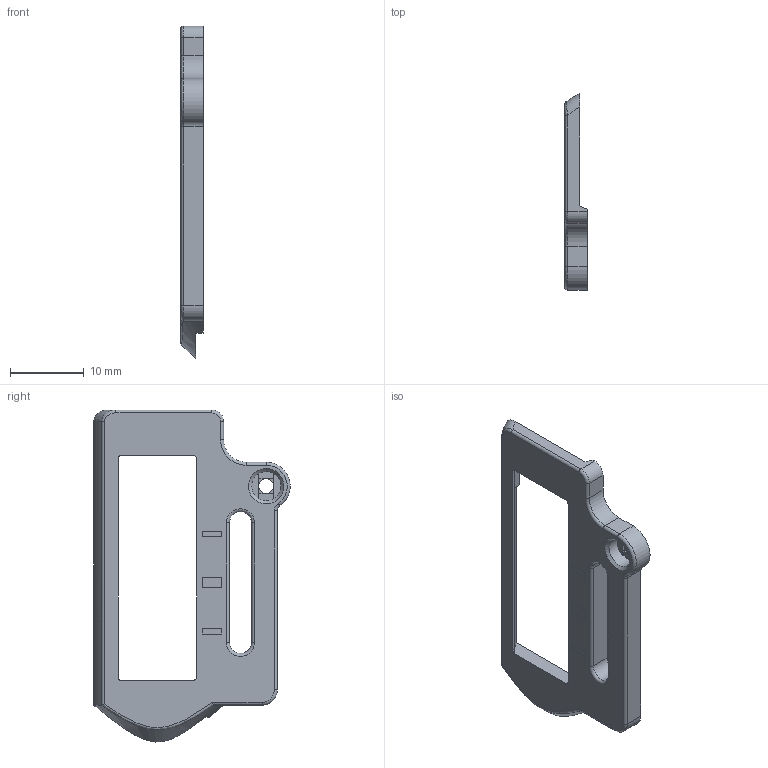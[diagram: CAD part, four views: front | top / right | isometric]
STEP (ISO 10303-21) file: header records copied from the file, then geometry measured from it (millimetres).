
FILE_DESCRIPTION(/* description */ (''),/* implementation_level */ '2;1');
FILE_NAME(/* name */ 'Stumpy_PSF_Cover v2.step',/* time_stamp */ '2026-01-02T11:19:52+13:00',/* author */ (''),/* organization */ (''),/* preprocessor_version */ 'ST-DEVELOPER v20.1',/* originating_system */ 'Autodesk Translation Framework v14.21.0.0',/* authorisation */ '');
FILE_SCHEMA (('AUTOMOTIVE_DESIGN { 1 0 10303 214 3 1 1 }'));
Length unit declared in the file: millimetre
Products named in the file (2): 缓冲器_1; sensor_housing_1
Assembly tree (1 placements, depth 2):
  缓冲器_1
    sensor_housing_1
Bounding box: 3.04 x 26.66 x 45.1 mm (x, y, z)
Volume: 1342.7 mm3; surface area: 1885.4 mm2
Topology: 4 solids, 4 shells, 129 faces, 341 edges, 223 vertices
Faces by surface type: plane 85, cylinder 28, torus 8, cone 6, bspline 2
Full cylindrical faces by diameter (mm): 2 x1, 4 x1
Entity records: 4382 total; most frequent: CARTESIAN_POINT 1078, ORIENTED_EDGE 682, DIRECTION 664, EDGE_CURVE 341, LINE 234, VECTOR 234, VERTEX_POINT 223, AXIS2_PLACEMENT_3D 215
